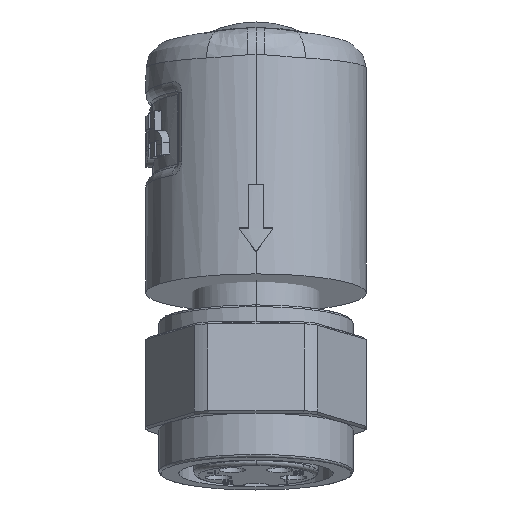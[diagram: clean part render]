
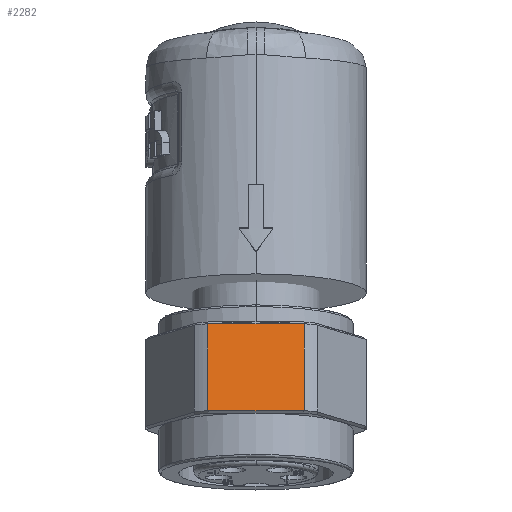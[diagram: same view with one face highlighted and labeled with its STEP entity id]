
A CAD part, front view. The second image highlights one B-rep face of the part: STEP entity #2282.
In plain terms, the highlighted planar face has unit normal (0, -0.985, 0.174).
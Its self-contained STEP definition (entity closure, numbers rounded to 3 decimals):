
#2282=ADVANCED_FACE('',(#4850),#4851,.F.);
#2748=EDGE_CURVE('',#5530,#5531,#5532,.T.);
#2760=EDGE_CURVE('',#5548,#5545,#5549,.T.);
#2862=EDGE_CURVE('',#5530,#5548,#5669,.T.);
#2864=EDGE_CURVE('',#5545,#5531,#5671,.T.);
#4850=FACE_OUTER_BOUND('',#49355,.T.);
#4851=PLANE('',#49356);
#5530=VERTEX_POINT('',#50360);
#5531=VERTEX_POINT('',#50361);
#5532=LINE('',#50362,#50363);
#5545=VERTEX_POINT('',#50383);
#5548=VERTEX_POINT('',#50387);
#5549=LINE('',#50388,#50389);
#5669=LINE('',#50648,#50649);
#5671=LINE('',#50652,#50653);
#49355=EDGE_LOOP('',(#55917,#55918,#55919,#55920));
#49356=AXIS2_PLACEMENT_3D('',#55921,#55922,#55923);
#50360=CARTESIAN_POINT('',(2.179,-6.116,-8.775));
#50361=CARTESIAN_POINT('',(2.179,-6.81,-12.714));
#50362=CARTESIAN_POINT('',(2.179,-6.116,-8.775));
#50363=VECTOR('',#56803,4.0);
#50383=CARTESIAN_POINT('',(-2.179,-6.81,-12.714));
#50387=CARTESIAN_POINT('',(-2.179,-6.116,-8.775));
#50388=CARTESIAN_POINT('',(-2.179,-6.116,-8.775));
#50389=VECTOR('',#56815,4.0);
#50648=CARTESIAN_POINT('',(2.179,-6.116,-8.775));
#50649=VECTOR('',#56875,4.359);
#50652=CARTESIAN_POINT('',(-2.179,-6.81,-12.714));
#50653=VECTOR('',#56876,4.359);
#55917=ORIENTED_EDGE('',*,*,#2760,.T.);
#55918=ORIENTED_EDGE('',*,*,#2864,.T.);
#55919=ORIENTED_EDGE('',*,*,#2748,.F.);
#55920=ORIENTED_EDGE('',*,*,#2862,.T.);
#55921=CARTESIAN_POINT('',(2.179,-6.098,-8.677));
#55922=DIRECTION('',(0.0,0.985,-0.174));
#55923=DIRECTION('',(0.0,-0.174,-0.985));
#56803=DIRECTION('',(0.0,-0.174,-0.985));
#56815=DIRECTION('',(0.0,-0.174,-0.985));
#56875=DIRECTION('',(-1.0,0.0,0.0));
#56876=DIRECTION('',(1.0,0.0,0.0));
